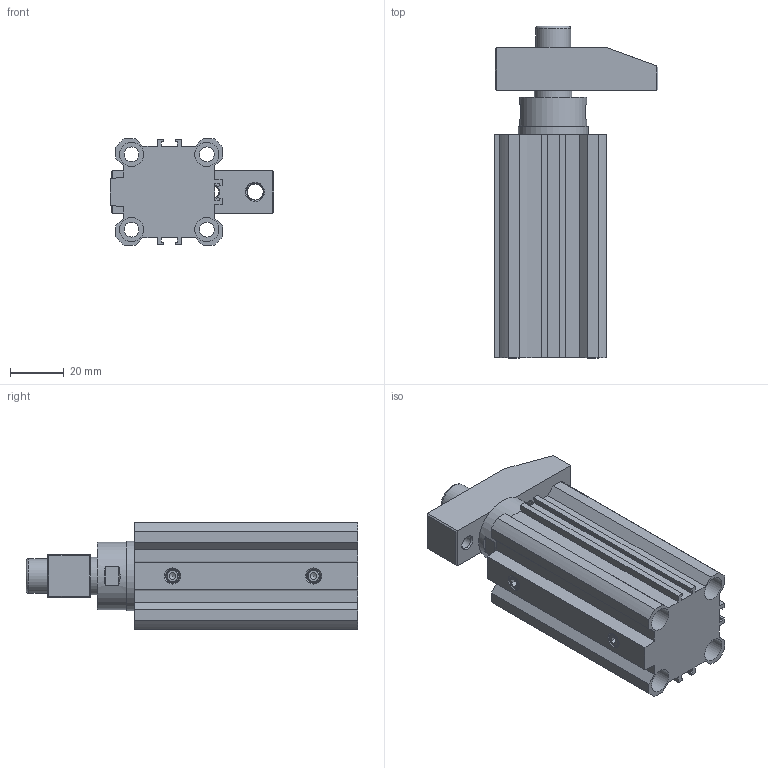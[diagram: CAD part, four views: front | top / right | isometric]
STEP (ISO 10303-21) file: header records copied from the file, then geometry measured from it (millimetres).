
FILE_DESCRIPTION(/* description */ (''),/* implementation_level */ '2;1');
FILE_NAME(/* name */ 'CRS25 COMPACT ROTASHAFT.stp',/* time_stamp */ '2019-11-09T12:49:37-05:00',/* author */ ('E&E CP'),/* organization */ (''),/* preprocessor_version */ 'ST-DEVELOPER v17',/* originating_system */ 'Autodesk Inventor 2018',/* authorisation */ '');
FILE_SCHEMA (('AUTOMOTIVE_DESIGN { 1 0 10303 214 3 1 1 }'));
Length unit declared in the file: millimetre
Products named in the file (1): CRS25 COMPACT ROTASHAFT
Bounding box: 61.01 x 123.5 x 39.79 mm (x, y, z)
Volume: 115800 mm3; surface area: 50520.9 mm2
Topology: 7 solids, 7 shells, 391 faces, 1139 edges, 783 vertices
Faces by surface type: plane 150, cone 124, cylinder 106, bspline 10, torus 1
Full cylindrical faces by diameter (mm): 4.8 x2, 5 x27, 5.5 x4, 6 x8, 6.8 x1, 8 x30, 8.5 x1, 9 x8, 9.353 x1, 13 x1, 14 x2, 25 x4, 26 x1, 27 x1, 28 x4
Entity records: 19266 total; most frequent: CARTESIAN_POINT 8119, DIRECTION 2327, ORIENTED_EDGE 2270, EDGE_CURVE 1135, AXIS2_PLACEMENT_3D 901, VERTEX_POINT 783, LINE 525, VECTOR 525
